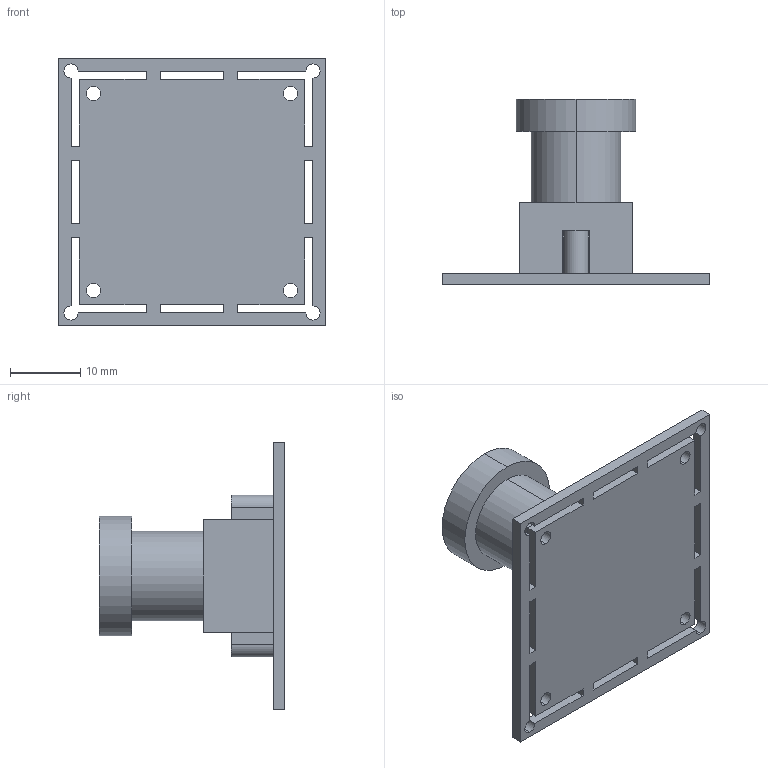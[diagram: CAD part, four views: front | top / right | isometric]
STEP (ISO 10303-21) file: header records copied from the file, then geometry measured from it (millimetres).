
FILE_DESCRIPTION (( 'STEP AP214' ), '1' );
FILE_NAME ('cam_assem.STEP', '2018-01-08T17:48:44', ( '' ), ( '' ), 'SwSTEP 2.0', 'SolidWorks 2016', '' );
FILE_SCHEMA (( 'AUTOMOTIVE_DESIGN' ));
Length unit declared in the file: inch
Products named in the file (3): cam_assem; camera_lense; circuit_board_cam
Assembly tree (2 placements, depth 2):
  cam_assem
    circuit_board_cam
    camera_lense
Bounding box: 38 x 26.33 x 38 mm (x, y, z)
Volume: 6857.6 mm3; surface area: 5611.6 mm2
Topology: 2 solids, 2 shells, 89 faces, 247 edges, 163 vertices
Faces by surface type: plane 64, cylinder 23, bspline 2
Entity records: 3037 total; most frequent: CARTESIAN_POINT 538, ORIENTED_EDGE 490, DIRECTION 473, EDGE_CURVE 245, VECTOR 197, LINE 197, VERTEX_POINT 163, AXIS2_PLACEMENT_3D 138
